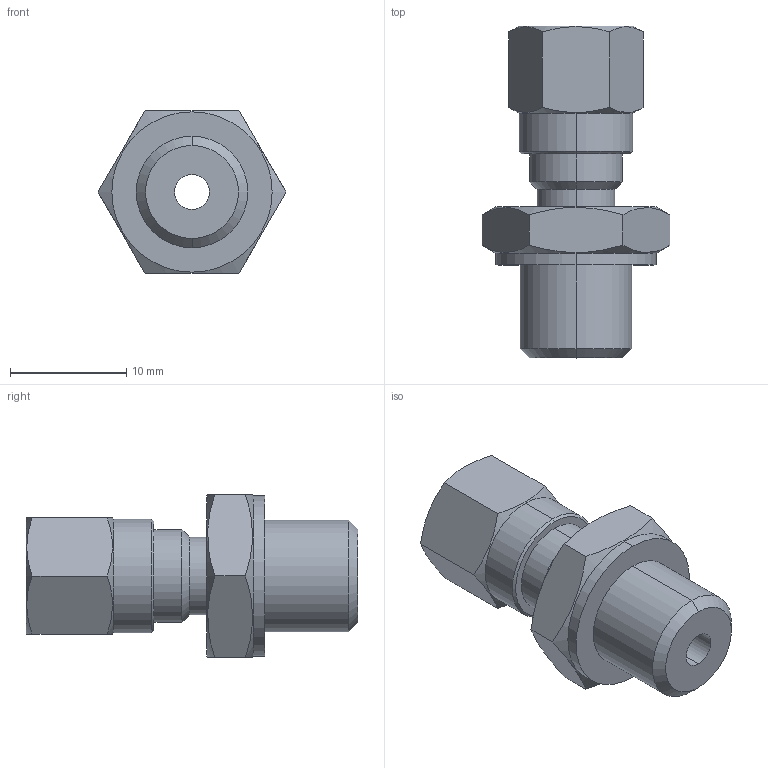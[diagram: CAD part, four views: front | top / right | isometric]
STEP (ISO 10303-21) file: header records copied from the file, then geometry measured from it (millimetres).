
FILE_DESCRIPTION (( 'STEP AP203' ), '1' );
FILE_NAME ('03020011.STEP', '2011-10-27T14:12:07', ( '' ), ( 'sopra-pneumatic' ), 'SwSTEP 2.0', 'SolidWorks 2011', '' );
FILE_SCHEMA (( 'CONFIG_CONTROL_DESIGN' ));
Length unit declared in the file: millimetre
Products named in the file (1): 03020011
Bounding box: 16.17 x 28.56 x 14 mm (x, y, z)
Volume: 2224.6 mm3; surface area: 1631.4 mm2
Topology: 1 solids, 1 shells, 48 faces, 112 edges, 70 vertices
Faces by surface type: plane 18, cone 16, cylinder 14
Entity records: 1619 total; most frequent: CARTESIAN_POINT 471, ORIENTED_EDGE 224, DIRECTION 216, EDGE_CURVE 112, AXIS2_PLACEMENT_3D 87, VERTEX_POINT 70, EDGE_LOOP 54, FACE_OUTER_BOUND 48
